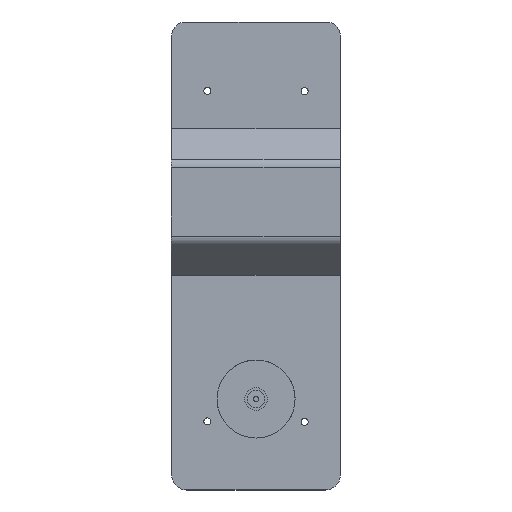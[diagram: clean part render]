
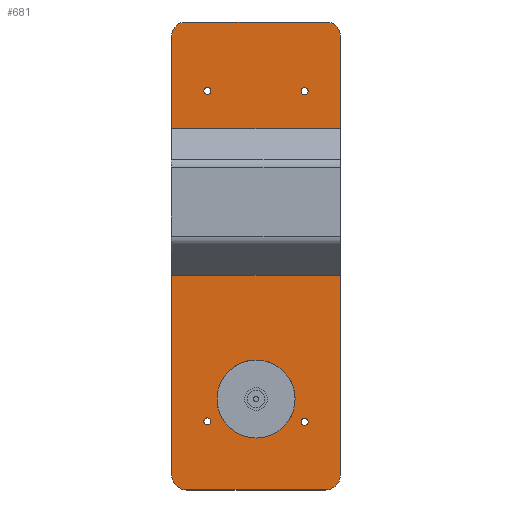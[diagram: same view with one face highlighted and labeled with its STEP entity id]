
A CAD part, top view. The second image highlights one B-rep face of the part: STEP entity #681.
In plain terms, the highlighted planar face has unit normal (0, 0, 1).
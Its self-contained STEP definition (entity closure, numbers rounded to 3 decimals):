
#205=CARTESIAN_POINT('',(-82.577,-73.87,17.745));
#206=VERTEX_POINT('',#205);
#213=CARTESIAN_POINT('',(-82.577,120.936,17.745));
#214=VERTEX_POINT('',#213);
#215=CARTESIAN_POINT('',(-82.577,-73.87,17.745));
#216=DIRECTION('',(0.,1.,0.));
#217=VECTOR('',#216,194.806);
#218=LINE('',#215,#217);
#219=EDGE_CURVE('',#206,#214,#218,.T.);
#294=CARTESIAN_POINT('',(-82.577,264.216,17.745));
#295=VERTEX_POINT('',#294);
#302=CARTESIAN_POINT('',(-82.577,354.33,17.745));
#303=VERTEX_POINT('',#302);
#304=CARTESIAN_POINT('',(-82.577,264.216,17.745));
#305=DIRECTION('',(0.,1.,0.));
#306=VECTOR('',#305,90.114);
#307=LINE('',#304,#306);
#308=EDGE_CURVE('',#295,#303,#307,.T.);
#464=CARTESIAN_POINT('',(82.523,354.33,17.745));
#465=VERTEX_POINT('',#464);
#472=CARTESIAN_POINT('',(82.523,-73.87,17.745));
#473=VERTEX_POINT('',#472);
#474=CARTESIAN_POINT('',(82.523,354.33,17.745));
#475=DIRECTION('',(0.,-1.,0.));
#476=VECTOR('',#475,428.2);
#477=LINE('',#474,#476);
#478=EDGE_CURVE('',#465,#473,#477,.T.);
#521=CARTESIAN_POINT('',(144.043,-144.117,17.745));
#522=DIRECTION('',(0.,0.,1.));
#523=DIRECTION('',(1.,0.,0.));
#524=AXIS2_PLACEMENT_3D('',#521,#522,#523);
#525=PLANE('',#524);
#526=CARTESIAN_POINT('',(82.44,258.543,17.745));
#527=VERTEX_POINT('',#526);
#528=CARTESIAN_POINT('',(82.44,264.216,17.745));
#529=VERTEX_POINT('',#528);
#530=CARTESIAN_POINT('',(82.44,258.543,17.745));
#531=DIRECTION('',(0.,1.,0.));
#532=VECTOR('',#531,5.673);
#533=LINE('',#530,#532);
#534=EDGE_CURVE('',#527,#529,#533,.T.);
#535=ORIENTED_EDGE('',*,*,#534,.F.);
#536=CARTESIAN_POINT('',(82.44,126.096,17.745));
#537=VERTEX_POINT('',#536);
#538=CARTESIAN_POINT('',(82.44,126.096,17.745));
#539=DIRECTION('',(0.,1.,0.));
#540=VECTOR('',#539,132.448);
#541=LINE('',#538,#540);
#542=EDGE_CURVE('',#537,#527,#541,.T.);
#543=ORIENTED_EDGE('',*,*,#542,.F.);
#544=CARTESIAN_POINT('',(82.44,120.936,17.745));
#545=VERTEX_POINT('',#544);
#546=CARTESIAN_POINT('',(82.44,120.936,17.745));
#547=DIRECTION('',(0.,1.,0.));
#548=VECTOR('',#547,5.159);
#549=LINE('',#546,#548);
#550=EDGE_CURVE('',#545,#537,#549,.T.);
#551=ORIENTED_EDGE('',*,*,#550,.F.);
#552=CARTESIAN_POINT('',(-82.577,120.936,17.745));
#553=DIRECTION('',(1.,0.,-0.));
#554=VECTOR('',#553,165.017);
#555=LINE('',#552,#554);
#556=EDGE_CURVE('',#214,#545,#555,.T.);
#557=ORIENTED_EDGE('',*,*,#556,.F.);
#558=ORIENTED_EDGE('',*,*,#219,.F.);
#559=CARTESIAN_POINT('',(-67.577,-88.87,17.745));
#560=VERTEX_POINT('',#559);
#561=CARTESIAN_POINT('',(-67.577,-73.87,17.745));
#562=DIRECTION('',(0.,0.,1.));
#563=DIRECTION('',(1.,0.,-0.));
#564=AXIS2_PLACEMENT_3D('',#561,#562,#563);
#565=CIRCLE('',#564,15.);
#566=EDGE_CURVE('',#206,#560,#565,.T.);
#567=ORIENTED_EDGE('',*,*,#566,.T.);
#568=CARTESIAN_POINT('',(67.523,-88.87,17.745));
#569=VERTEX_POINT('',#568);
#570=CARTESIAN_POINT('',(67.523,-88.87,17.745));
#571=DIRECTION('',(-1.,0.,0.));
#572=VECTOR('',#571,135.1);
#573=LINE('',#570,#572);
#574=EDGE_CURVE('',#569,#560,#573,.T.);
#575=ORIENTED_EDGE('',*,*,#574,.F.);
#576=CARTESIAN_POINT('',(67.523,-73.87,17.745));
#577=DIRECTION('',(0.,0.,1.));
#578=DIRECTION('',(1.,0.,-0.));
#579=AXIS2_PLACEMENT_3D('',#576,#577,#578);
#580=CIRCLE('',#579,15.);
#581=EDGE_CURVE('',#569,#473,#580,.T.);
#582=ORIENTED_EDGE('',*,*,#581,.T.);
#583=ORIENTED_EDGE('',*,*,#478,.F.);
#584=CARTESIAN_POINT('',(68.523,368.33,17.745));
#585=VERTEX_POINT('',#584);
#586=CARTESIAN_POINT('',(68.523,354.33,17.745));
#587=DIRECTION('',(0.,0.,1.));
#588=DIRECTION('',(1.,0.,-0.));
#589=AXIS2_PLACEMENT_3D('',#586,#587,#588);
#590=CIRCLE('',#589,14.);
#591=EDGE_CURVE('',#465,#585,#590,.T.);
#592=ORIENTED_EDGE('',*,*,#591,.T.);
#593=CARTESIAN_POINT('',(-68.577,368.33,17.745));
#594=VERTEX_POINT('',#593);
#595=CARTESIAN_POINT('',(-68.577,368.33,17.745));
#596=DIRECTION('',(1.,0.,-0.));
#597=VECTOR('',#596,137.1);
#598=LINE('',#595,#597);
#599=EDGE_CURVE('',#594,#585,#598,.T.);
#600=ORIENTED_EDGE('',*,*,#599,.F.);
#601=CARTESIAN_POINT('',(-68.577,354.33,17.745));
#602=DIRECTION('',(0.,0.,1.));
#603=DIRECTION('',(1.,0.,-0.));
#604=AXIS2_PLACEMENT_3D('',#601,#602,#603);
#605=CIRCLE('',#604,14.);
#606=EDGE_CURVE('',#594,#303,#605,.T.);
#607=ORIENTED_EDGE('',*,*,#606,.T.);
#608=ORIENTED_EDGE('',*,*,#308,.F.);
#609=CARTESIAN_POINT('',(-82.577,264.216,17.745));
#610=DIRECTION('',(1.,0.,-0.));
#611=VECTOR('',#610,165.017);
#612=LINE('',#609,#611);
#613=EDGE_CURVE('',#295,#529,#612,.T.);
#614=ORIENTED_EDGE('',*,*,#613,.T.);
#615=EDGE_LOOP('',(#535,#543,#551,#557,#558,#567,#575,#582,#583,#592,#600,#607,#608,#614));
#616=FACE_BOUND('',#615,.T.);
#617=CARTESIAN_POINT('',(-28.273,-25.539,17.745));
#618=VERTEX_POINT('',#617);
#619=CARTESIAN_POINT('',(28.246,25.569,17.745));
#620=VERTEX_POINT('',#619);
#621=CARTESIAN_POINT('',(0.,0.,17.745));
#622=DIRECTION('',(0.,0.,1.));
#623=DIRECTION('',(1.,0.,-0.));
#624=AXIS2_PLACEMENT_3D('',#621,#622,#623);
#625=CIRCLE('',#624,38.1);
#626=EDGE_CURVE('',#618,#620,#625,.T.);
#627=ORIENTED_EDGE('',*,*,#626,.F.);
#628=CARTESIAN_POINT('',(-0.027,0.03,17.745));
#629=DIRECTION('',(0.,0.,1.));
#630=DIRECTION('',(1.,0.,-0.));
#631=AXIS2_PLACEMENT_3D('',#628,#629,#630);
#632=CIRCLE('',#631,38.1);
#633=EDGE_CURVE('',#620,#618,#632,.T.);
#634=ORIENTED_EDGE('',*,*,#633,.F.);
#635=EDGE_LOOP('',(#627,#634));
#636=FACE_BOUND('',#635,.T.);
#637=CARTESIAN_POINT('',(50.921,300.658,17.745));
#638=VERTEX_POINT('',#637);
#639=CARTESIAN_POINT('',(47.421,300.658,17.745));
#640=DIRECTION('',(0.,0.,1.));
#641=DIRECTION('',(1.,0.,-0.));
#642=AXIS2_PLACEMENT_3D('',#639,#640,#641);
#643=CIRCLE('',#642,3.5);
#644=EDGE_CURVE('',#638,#638,#643,.T.);
#645=ORIENTED_EDGE('',*,*,#644,.F.);
#646=EDGE_LOOP('',(#645));
#647=FACE_BOUND('',#646,.T.);
#648=CARTESIAN_POINT('',(-44.077,301.13,17.745));
#649=VERTEX_POINT('',#648);
#650=CARTESIAN_POINT('',(-47.577,301.13,17.745));
#651=DIRECTION('',(0.,0.,1.));
#652=DIRECTION('',(1.,0.,-0.));
#653=AXIS2_PLACEMENT_3D('',#650,#651,#652);
#654=CIRCLE('',#653,3.5);
#655=EDGE_CURVE('',#649,#649,#654,.T.);
#656=ORIENTED_EDGE('',*,*,#655,.F.);
#657=EDGE_LOOP('',(#656));
#658=FACE_BOUND('',#657,.T.);
#659=CARTESIAN_POINT('',(-44.077,-21.87,17.745));
#660=VERTEX_POINT('',#659);
#661=CARTESIAN_POINT('',(-47.577,-21.87,17.745));
#662=DIRECTION('',(0.,0.,1.));
#663=DIRECTION('',(1.,0.,-0.));
#664=AXIS2_PLACEMENT_3D('',#661,#662,#663);
#665=CIRCLE('',#664,3.5);
#666=EDGE_CURVE('',#660,#660,#665,.T.);
#667=ORIENTED_EDGE('',*,*,#666,.F.);
#668=EDGE_LOOP('',(#667));
#669=FACE_BOUND('',#668,.T.);
#670=CARTESIAN_POINT('',(50.921,-22.342,17.745));
#671=VERTEX_POINT('',#670);
#672=CARTESIAN_POINT('',(47.421,-22.342,17.745));
#673=DIRECTION('',(0.,0.,1.));
#674=DIRECTION('',(1.,0.,-0.));
#675=AXIS2_PLACEMENT_3D('',#672,#673,#674);
#676=CIRCLE('',#675,3.5);
#677=EDGE_CURVE('',#671,#671,#676,.T.);
#678=ORIENTED_EDGE('',*,*,#677,.F.);
#679=EDGE_LOOP('',(#678));
#680=FACE_BOUND('',#679,.T.);
#681=ADVANCED_FACE('',(#616,#636,#647,#658,#669,#680),#525,.T.);
